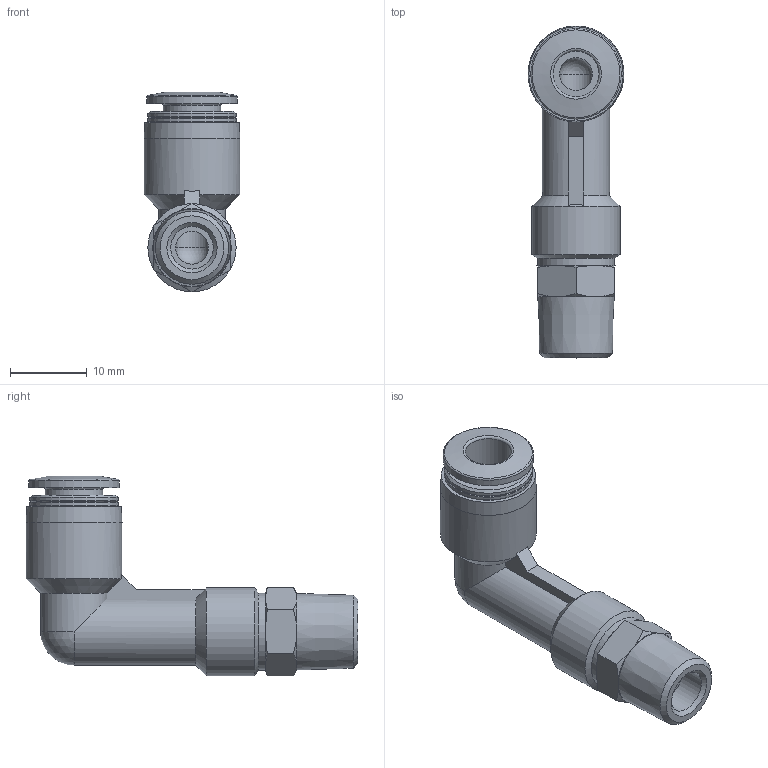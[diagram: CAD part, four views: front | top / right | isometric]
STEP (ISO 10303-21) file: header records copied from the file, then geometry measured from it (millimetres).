
FILE_DESCRIPTION(/* description */ ('STEP AP214'),/* implementation_level */ '2;1');
FILE_NAME(/* name */ '153077_QSLL-1_8-6',/* time_stamp */ '2024-09-12T23:48:46+02:00',/* author */ ('License CC BY-ND 4.0'),/* organization */ ('CADENAS'),/* preprocessor_version */ 'ST-DEVELOPER v19.3',/* originating_system */ 'PARTsolutions',/* authorisation */ ' ');
FILE_SCHEMA (('AUTOMOTIVE_DESIGN {1 0 10303 214 3 1 1}'));
Length unit declared in the file: millimetre
Products named in the file (1): 153077 QSLL-1/8-6
Bounding box: 12.5 x 43.25 x 26.07 mm (x, y, z)
Volume: 3642.9 mm3; surface area: 3050.4 mm2
Topology: 1 solids, 1 shells, 60 faces, 146 edges, 91 vertices
Faces by surface type: plane 23, cone 19, cylinder 13, torus 3, sphere 2
Full cylindrical faces by diameter (mm): 4.3 x2, 5.559 x1, 6 x1, 7.5 x1, 10 x1, 11.5 x3, 11.8 x1, 12.5 x1
Entity records: 2026 total; most frequent: CARTESIAN_POINT 343, DIRECTION 257, ORIENTED_EDGE 222, AXIS2_PLACEMENT_3D 114, EDGE_CURVE 111, EDGE_LOOP 93, FACE_BOUND 93, VERTEX_POINT 84
